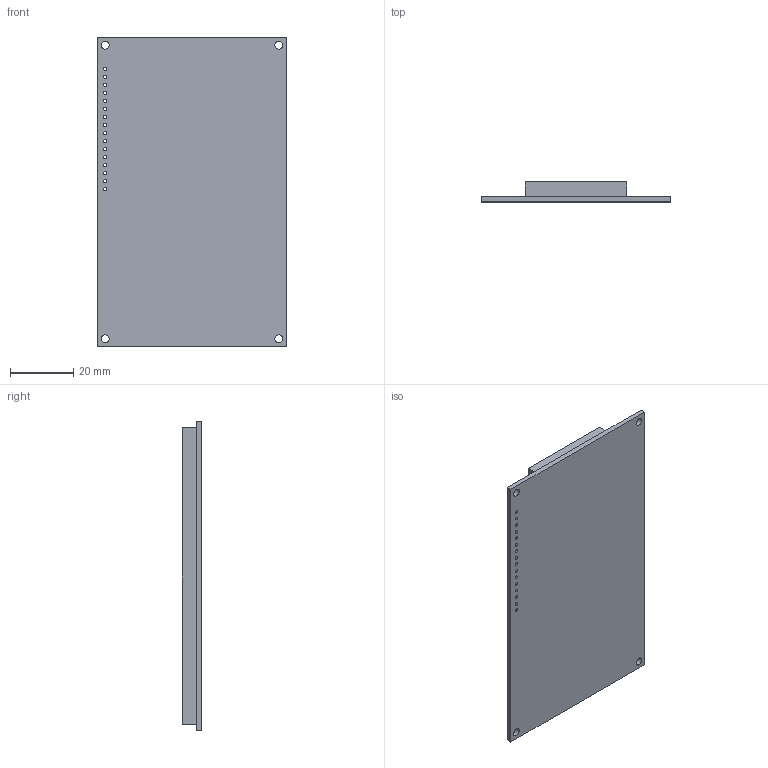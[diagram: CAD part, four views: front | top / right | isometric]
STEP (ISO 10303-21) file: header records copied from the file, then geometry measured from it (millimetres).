
FILE_DESCRIPTION(/* description */ (''),/* implementation_level */ '2;1');
FILE_NAME(/* name */ 'EA_W204-XLG.stp',/* time_stamp */ '2020-11-23T17:20:18+01:00',/* author */ ('nico'),/* organization */ (''),/* preprocessor_version */ 'ST-DEVELOPER v18',/* originating_system */ 'Autodesk Inventor 2020',/* authorisation */ '');
FILE_SCHEMA (('AUTOMOTIVE_DESIGN { 1 0 10303 214 3 1 1 }'));
Length unit declared in the file: millimetre
Products named in the file (3): Display_Assembly; Display; Mounting_PCB
Assembly tree (2 placements, depth 2):
  Display_Assembly
    Display
    Mounting_PCB
Bounding box: 60 x 6.3 x 98 mm (x, y, z)
Volume: 23494.1 mm3; surface area: 19532.3 mm2
Topology: 2 solids, 2 shells, 32 faces, 104 edges, 76 vertices
Faces by surface type: cylinder 20, plane 12
Full cylindrical faces by diameter (mm): 1 x16, 2.5 x4
Entity records: 1402 total; most frequent: DIRECTION 238, CARTESIAN_POINT 217, ORIENTED_EDGE 208, EDGE_CURVE 104, AXIS2_PLACEMENT_3D 97, VERTEX_POINT 76, EDGE_LOOP 72, CIRCLE 60
